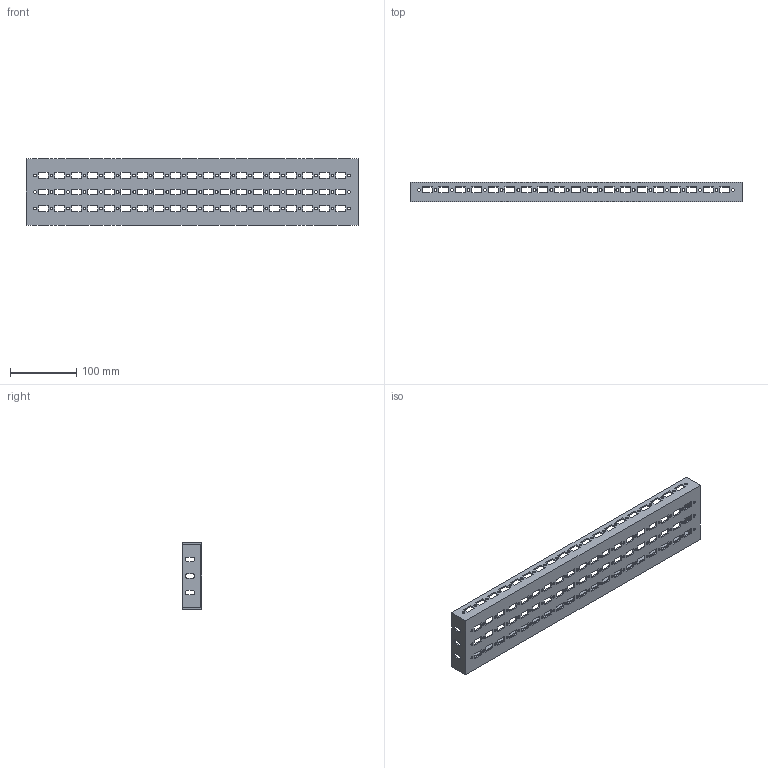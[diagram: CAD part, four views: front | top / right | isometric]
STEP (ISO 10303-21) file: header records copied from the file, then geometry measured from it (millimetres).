
FILE_DESCRIPTION (( 'STEP AP214' ), '1' );
FILE_NAME ('TCK601.STEP', '2025-05-14T19:20:45', ( '' ), ( '' ), 'SwSTEP 2.0', 'SolidWorks 2024', '' );
FILE_SCHEMA (( 'AUTOMOTIVE_DESIGN' ));
Length unit declared in the file: millimetre
Products named in the file (1): TCK601
Bounding box: 502 x 30 x 100 mm (x, y, z)
Volume: 137838.9 mm3; surface area: 152469.2 mm2
Topology: 1 solids, 1 shells, 515 faces, 1596 edges, 1084 vertices
Faces by surface type: plane 403, cylinder 112
Full cylindrical faces by diameter (mm): 4.25 x100
Entity records: 17481 total; most frequent: CARTESIAN_POINT 2976, ORIENTED_EDGE 2872, DIRECTION 2692, EDGE_CURVE 1436, VECTOR 1212, LINE 1212, VERTEX_POINT 1024, EDGE_LOOP 1018
